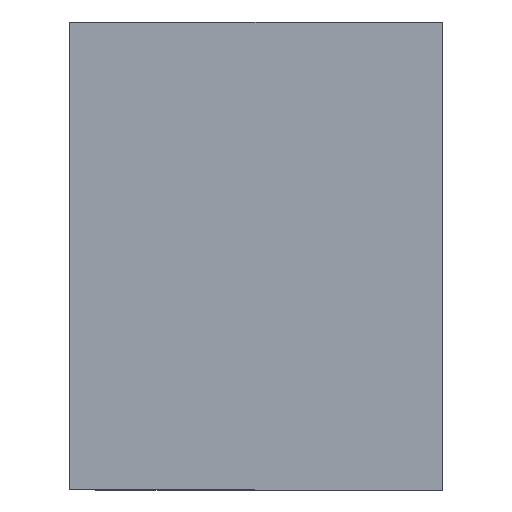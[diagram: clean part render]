
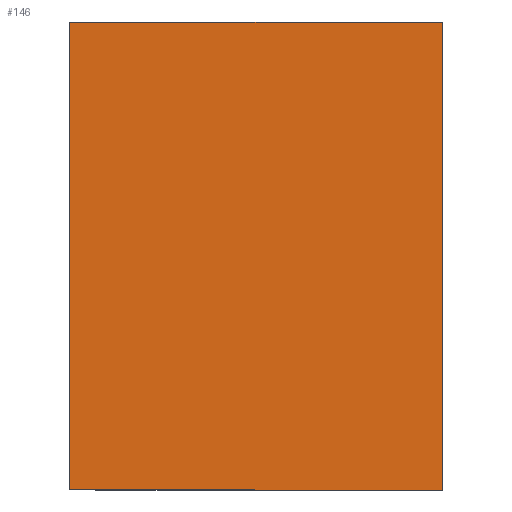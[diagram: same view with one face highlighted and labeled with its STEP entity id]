
A CAD part, left-side view. The second image highlights one B-rep face of the part: STEP entity #146.
In plain terms, the highlighted planar face has unit normal (-1, 0, 0).
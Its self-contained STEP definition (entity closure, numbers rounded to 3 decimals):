
#95 = VECTOR ( 'NONE', #3980, 1000. ) ;
#146 = ADVANCED_FACE ( 'NONE', ( #5163 ), #4209, .T. ) ;
#161 = CARTESIAN_POINT ( 'NONE',  ( 0., 10., -58. ) ) ;
#186 = CARTESIAN_POINT ( 'NONE',  ( 0., 49.8, -50. ) ) ;
#237 = LINE ( 'NONE', #1656, #5372 ) ;
#566 = LINE ( 'NONE', #5507, #1058 ) ;
#844 = DIRECTION ( 'NONE',  ( 0., -1., 0. ) ) ;
#1058 = VECTOR ( 'NONE', #844, 1000. ) ;
#1100 = DIRECTION ( 'NONE',  ( 0., 0., 1. ) ) ;
#1211 = DIRECTION ( 'NONE',  ( 0., 0., 1. ) ) ;
#1312 = EDGE_CURVE ( 'NONE', #5509, #6086, #566, .T. ) ;
#1452 = CARTESIAN_POINT ( 'NONE',  ( 0., 10., 0. ) ) ;
#1494 = VECTOR ( 'NONE', #1211, 1000. ) ;
#1656 = CARTESIAN_POINT ( 'NONE',  ( 0., 49.8, -50. ) ) ;
#1911 = VERTEX_POINT ( 'NONE', #5967 ) ;
#2112 = CARTESIAN_POINT ( 'NONE',  ( 0., 50., 0. ) ) ;
#2199 = AXIS2_PLACEMENT_3D ( 'NONE', #2112, #3055, #1100 ) ;
#2942 = LINE ( 'NONE', #161, #1494 ) ;
#2996 = CARTESIAN_POINT ( 'NONE',  ( 0., 49.8, 0. ) ) ;
#3055 = DIRECTION ( 'NONE',  ( -1., 0., 0. ) ) ;
#3175 = ORIENTED_EDGE ( 'NONE', *, *, #1312, .F. ) ;
#3186 = DIRECTION ( 'NONE',  ( 0., 0., 1. ) ) ;
#3370 = VERTEX_POINT ( 'NONE', #186 ) ;
#3980 = DIRECTION ( 'NONE',  ( 0., -1., 0. ) ) ;
#4034 = EDGE_LOOP ( 'NONE', ( #5948, #3175, #4933, #5055 ) ) ;
#4209 = PLANE ( 'NONE',  #2199 ) ;
#4652 = EDGE_CURVE ( 'NONE', #1911, #6086, #2942, .T. ) ;
#4933 = ORIENTED_EDGE ( 'NONE', *, *, #6691, .F. ) ;
#5055 = ORIENTED_EDGE ( 'NONE', *, *, #5985, .T. ) ;
#5163 = FACE_OUTER_BOUND ( 'NONE', #4034, .T. ) ;
#5372 = VECTOR ( 'NONE', #3186, 1000. ) ;
#5507 = CARTESIAN_POINT ( 'NONE',  ( 0., 50., 0. ) ) ;
#5509 = VERTEX_POINT ( 'NONE', #2996 ) ;
#5948 = ORIENTED_EDGE ( 'NONE', *, *, #4652, .T. ) ;
#5967 = CARTESIAN_POINT ( 'NONE',  ( 0., 10., -50. ) ) ;
#5985 = EDGE_CURVE ( 'NONE', #3370, #1911, #6545, .T. ) ;
#6086 = VERTEX_POINT ( 'NONE', #1452 ) ;
#6545 = LINE ( 'NONE', #6600, #95 ) ;
#6600 = CARTESIAN_POINT ( 'NONE',  ( 0., 50., -50. ) ) ;
#6691 = EDGE_CURVE ( 'NONE', #3370, #5509, #237, .T. ) ;
